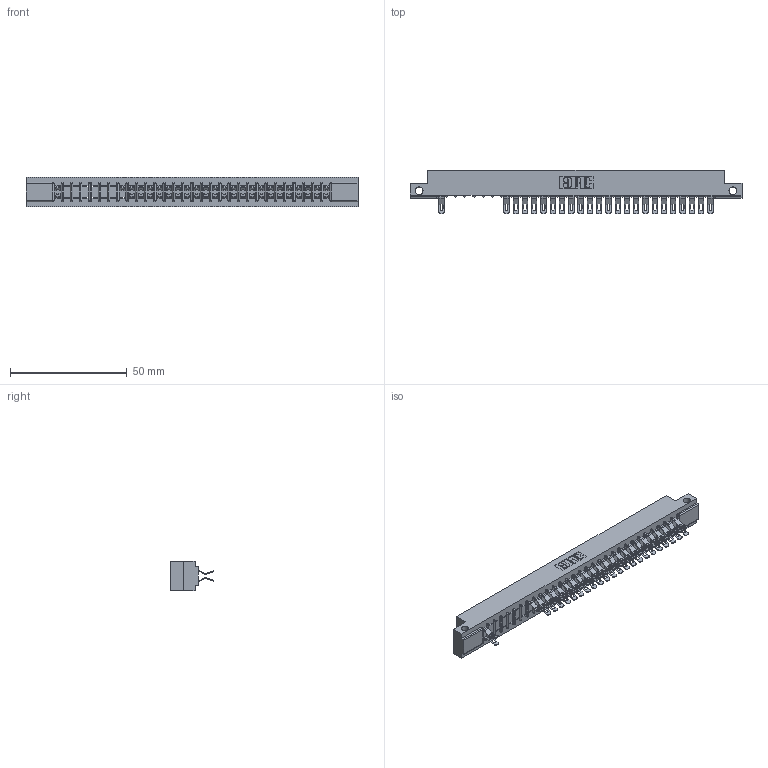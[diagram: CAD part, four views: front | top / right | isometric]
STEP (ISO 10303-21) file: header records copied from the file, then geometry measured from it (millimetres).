
FILE_DESCRIPTION (( 'STEP AP203' ), '1' );
FILE_NAME ('307-060-555-212.STEP', '2018-08-06T08:36:34', ( '' ), ( '' ), 'SwSTEP 2.0', 'SolidWorks 2016', '' );
FILE_SCHEMA (( 'CONFIG_CONTROL_DESIGN' ));
Length unit declared in the file: inch
Products named in the file (3): 307 Part_.128 Dia Side Mounting Holes; 307-290-001_555; 307-060-555-212
Assembly tree (48 placements, depth 2):
  307-060-555-212
    307 Part_.128 Dia Side Mounting Holes
    307-290-001_555  x47
Bounding box: 141.88 x 18.75 x 12.7 mm (x, y, z)
Volume: 14832.3 mm3; surface area: 17563.4 mm2
Topology: 48 solids, 48 shells, 3146 faces, 9246 edges, 6016 vertices
Faces by surface type: plane 1746, cylinder 1338, sphere 62
Entity records: 28281 total; most frequent: CARTESIAN_POINT 4689, ORIENTED_EDGE 4660, DIRECTION 4592, EDGE_CURVE 2330, VECTOR 1770, LINE 1770, VERTEX_POINT 1508, AXIS2_PLACEMENT_3D 1411
